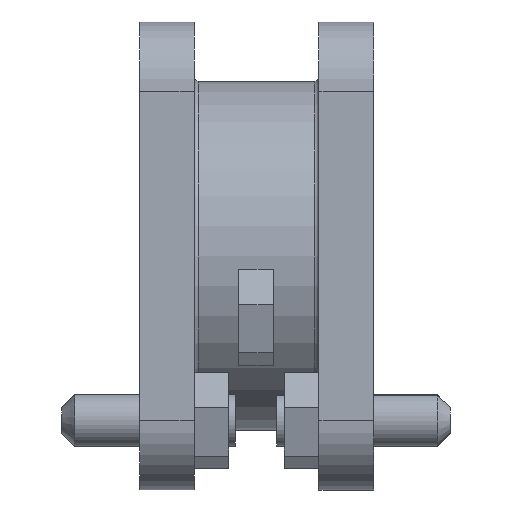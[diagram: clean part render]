
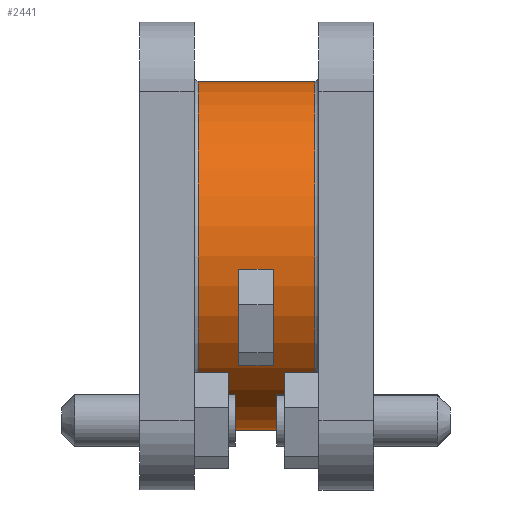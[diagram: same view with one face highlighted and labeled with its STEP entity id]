
A CAD part, front view. The second image highlights one B-rep face of the part: STEP entity #2441.
In plain terms, the highlighted cylindrical face has radius 20.15 mm (diameter 40.3 mm), a partial arc.
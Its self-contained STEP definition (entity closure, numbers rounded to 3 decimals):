
#47 = EDGE_LOOP ( 'NONE', ( #1955, #1990, #2207, #1959 ) ) ;
#89 = DIRECTION ( 'NONE',  ( 0., 0., -1. ) ) ;
#90 = DIRECTION ( 'NONE',  ( -1., 0., 0. ) ) ;
#93 = CARTESIAN_POINT ( 'NONE',  ( 20.2, 0., 0. ) ) ;
#209 = CARTESIAN_POINT ( 'NONE',  ( 6.8, 0., 20.15 ) ) ;
#244 = VERTEX_POINT ( 'NONE', #345 ) ;
#261 = VERTEX_POINT ( 'NONE', #209 ) ;
#345 = CARTESIAN_POINT ( 'NONE',  ( 20.2, 0., 20.15 ) ) ;
#354 = VERTEX_POINT ( 'NONE', #2424 ) ;
#357 = VERTEX_POINT ( 'NONE', #2391 ) ;
#489 = AXIS2_PLACEMENT_3D ( 'NONE', #1734, #1624, #1836 ) ;
#571 = AXIS2_PLACEMENT_3D ( 'NONE', #93, #90, #89 ) ;
#576 = EDGE_CURVE ( 'NONE', #354, #244, #964, .T. ) ;
#628 = EDGE_CURVE ( 'NONE', #354, #357, #1015, .T. ) ;
#649 = EDGE_CURVE ( 'NONE', #261, #357, #1041, .T. ) ;
#674 = EDGE_CURVE ( 'NONE', #244, #261, #1062, .T. ) ;
#708 = AXIS2_PLACEMENT_3D ( 'NONE', #1784, #1526, #1383 ) ;
#964 = CIRCLE ( 'NONE', #571, 20.15 ) ;
#1015 = LINE ( 'NONE', #1716, #1017 ) ;
#1017 = VECTOR ( 'NONE', #1811, 1000. ) ;
#1041 = CIRCLE ( 'NONE', #489, 20.15 ) ;
#1062 = LINE ( 'NONE', #1397, #1067 ) ;
#1067 = VECTOR ( 'NONE', #1754, 1000. ) ;
#1111 = CYLINDRICAL_SURFACE ( 'NONE', #708, 20.15 ) ;
#1115 = FACE_OUTER_BOUND ( 'NONE', #47, .T. ) ;
#1383 = DIRECTION ( 'NONE',  ( 0., 0., 1. ) ) ;
#1397 = CARTESIAN_POINT ( 'NONE',  ( 0., 0., 20.15 ) ) ;
#1526 = DIRECTION ( 'NONE',  ( -1., 0., 0. ) ) ;
#1624 = DIRECTION ( 'NONE',  ( 1., 0., 0. ) ) ;
#1716 = CARTESIAN_POINT ( 'NONE',  ( 0., 0., -20.15 ) ) ;
#1734 = CARTESIAN_POINT ( 'NONE',  ( 6.8, 0., 0. ) ) ;
#1754 = DIRECTION ( 'NONE',  ( -1., 0., 0. ) ) ;
#1784 = CARTESIAN_POINT ( 'NONE',  ( 0., 0., 0. ) ) ;
#1811 = DIRECTION ( 'NONE',  ( -1., 0., 0. ) ) ;
#1836 = DIRECTION ( 'NONE',  ( 0., 0., 1. ) ) ;
#1955 = ORIENTED_EDGE ( 'NONE', *, *, #628, .F. ) ;
#1959 = ORIENTED_EDGE ( 'NONE', *, *, #649, .T. ) ;
#1990 = ORIENTED_EDGE ( 'NONE', *, *, #576, .T. ) ;
#2207 = ORIENTED_EDGE ( 'NONE', *, *, #674, .T. ) ;
#2391 = CARTESIAN_POINT ( 'NONE',  ( 6.8, 0., -20.15 ) ) ;
#2424 = CARTESIAN_POINT ( 'NONE',  ( 20.2, 0., -20.15 ) ) ;
#2441 = ADVANCED_FACE ( 'NONE', ( #1115 ), #1111, .T. ) ;
